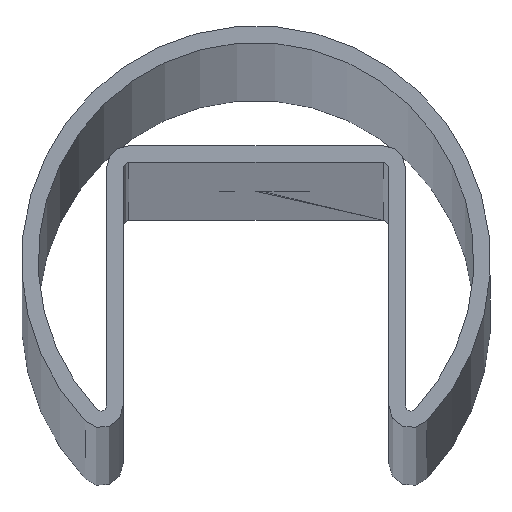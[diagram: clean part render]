
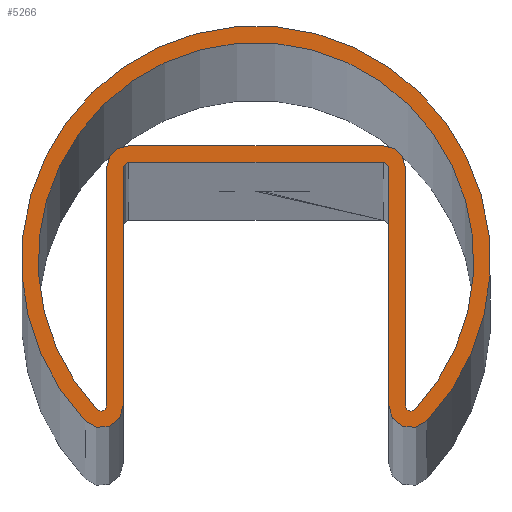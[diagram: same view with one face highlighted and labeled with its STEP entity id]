
A CAD part, top view. The second image highlights one B-rep face of the part: STEP entity #5266.
In plain terms, the highlighted planar face has unit normal (0, 0, 1).
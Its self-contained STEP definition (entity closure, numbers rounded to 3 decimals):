
#4 = CARTESIAN_POINT ( 'NONE',  ( 14., 1.208, 1500. ) ) ;
#158 = CARTESIAN_POINT ( 'NONE',  ( -11.5, 24.708, 1500. ) ) ;
#227 = CIRCLE ( 'NONE', #12014, 0.5 ) ;
#294 = DIRECTION ( 'NONE',  ( 0., 0., -1. ) ) ;
#444 = LINE ( 'NONE', #2280, #12057 ) ;
#514 = DIRECTION ( 'NONE',  ( 0., 0., -1. ) ) ;
#517 = VECTOR ( 'NONE', #16518, 1000. ) ;
#569 = ORIENTED_EDGE ( 'NONE', *, *, #3424, .T. ) ;
#570 = DIRECTION ( 'NONE',  ( -1., 0., 0. ) ) ;
#713 = VERTEX_POINT ( 'NONE', #13812 ) ;
#775 = CARTESIAN_POINT ( 'NONE',  ( 13.5, 1.208, 1500. ) ) ;
#823 = DIRECTION ( 'NONE',  ( 0., 1., 0. ) ) ;
#928 = EDGE_LOOP ( 'NONE', ( #3966, #1456, #12155, #3742, #8422, #12963, #13897, #3178 ) ) ;
#1079 = DIRECTION ( 'NONE',  ( 0., -1., 0. ) ) ;
#1173 = LINE ( 'NONE', #15144, #517 ) ;
#1292 = LINE ( 'NONE', #14211, #6030 ) ;
#1395 = CIRCLE ( 'NONE', #17164, 2. ) ;
#1407 = VERTEX_POINT ( 'NONE', #13079 ) ;
#1456 = ORIENTED_EDGE ( 'NONE', *, *, #11458, .F. ) ;
#2087 = VERTEX_POINT ( 'NONE', #5290 ) ;
#2280 = CARTESIAN_POINT ( 'NONE',  ( -13.5, 1.208, 1500. ) ) ;
#2383 = AXIS2_PLACEMENT_3D ( 'NONE', #7738, #8988, #13221 ) ;
#2420 = CARTESIAN_POINT ( 'NONE',  ( 12., 1.208, 1500. ) ) ;
#2600 = VERTEX_POINT ( 'NONE', #16952 ) ;
#2615 = ORIENTED_EDGE ( 'NONE', *, *, #16773, .T. ) ;
#2712 = CARTESIAN_POINT ( 'NONE',  ( 13.5, 22.708, 1500. ) ) ;
#2720 = DIRECTION ( 'NONE',  ( -1., 0., 0. ) ) ;
#2974 = CARTESIAN_POINT ( 'NONE',  ( -11.5, 23.208, 1500. ) ) ;
#3075 = CIRCLE ( 'NONE', #17604, 0.5 ) ;
#3178 = ORIENTED_EDGE ( 'NONE', *, *, #13992, .F. ) ;
#3424 = EDGE_CURVE ( 'NONE', #15107, #5780, #9321, .T. ) ;
#3551 = AXIS2_PLACEMENT_3D ( 'NONE', #6881, #16503, #8272 ) ;
#3712 = DIRECTION ( 'NONE',  ( 0., 0., -1. ) ) ;
#3742 = ORIENTED_EDGE ( 'NONE', *, *, #14903, .F. ) ;
#3899 = CARTESIAN_POINT ( 'NONE',  ( -12., 1.208, 1500. ) ) ;
#3953 = CARTESIAN_POINT ( 'NONE',  ( -12., 1.208, 1500. ) ) ;
#3966 = ORIENTED_EDGE ( 'NONE', *, *, #13677, .F. ) ;
#3981 = DIRECTION ( 'NONE',  ( 0., 0., 1. ) ) ;
#4449 = CARTESIAN_POINT ( 'NONE',  ( 11.5, 22.708, 1500. ) ) ;
#4511 = VECTOR ( 'NONE', #823, 1000. ) ;
#4687 = VERTEX_POINT ( 'NONE', #6567 ) ;
#4709 = DIRECTION ( 'NONE',  ( 1., 0., 0. ) ) ;
#5149 = EDGE_CURVE ( 'NONE', #5780, #11245, #12118, .T. ) ;
#5266 = ADVANCED_FACE ( 'NONE', ( #8028, #12352 ), #6535, .F. ) ;
#5290 = CARTESIAN_POINT ( 'NONE',  ( 13.5, 1.208, 1500. ) ) ;
#5336 = DIRECTION ( 'NONE',  ( 0., 0., 1. ) ) ;
#5507 = VERTEX_POINT ( 'NONE', #158 ) ;
#5674 = VERTEX_POINT ( 'NONE', #6632 ) ;
#5780 = VERTEX_POINT ( 'NONE', #15473 ) ;
#5835 = DIRECTION ( 'NONE',  ( 0., 0., -1. ) ) ;
#6030 = VECTOR ( 'NONE', #4709, 1000. ) ;
#6059 = VECTOR ( 'NONE', #1079, 1000. ) ;
#6243 = EDGE_CURVE ( 'NONE', #10977, #2087, #16857, .T. ) ;
#6305 = CARTESIAN_POINT ( 'NONE',  ( 11.5, 24.708, 1500. ) ) ;
#6474 = CARTESIAN_POINT ( 'NONE',  ( -14., 1.208, 1500. ) ) ;
#6489 = CARTESIAN_POINT ( 'NONE',  ( 15.458, -0.161, 1500. ) ) ;
#6525 = DIRECTION ( 'NONE',  ( 0., 0., 1. ) ) ;
#6535 = PLANE ( 'NONE',  #8819 ) ;
#6551 = CARTESIAN_POINT ( 'NONE',  ( 11.5, 23.208, 1500. ) ) ;
#6567 = CARTESIAN_POINT ( 'NONE',  ( 12., 22.708, 1500. ) ) ;
#6578 = DIRECTION ( 'NONE',  ( 1., 0., 0. ) ) ;
#6632 = CARTESIAN_POINT ( 'NONE',  ( -13.5, 1.208, 1500. ) ) ;
#6648 = AXIS2_PLACEMENT_3D ( 'NONE', #4449, #294, #15338 ) ;
#6881 = CARTESIAN_POINT ( 'NONE',  ( 0., 14.347, 1500. ) ) ;
#6886 = CIRCLE ( 'NONE', #16371, 2. ) ;
#7234 = EDGE_CURVE ( 'NONE', #713, #16446, #3075, .T. ) ;
#7304 = CIRCLE ( 'NONE', #3551, 19.7 ) ;
#7738 = CARTESIAN_POINT ( 'NONE',  ( -14., 1.208, 1500. ) ) ;
#8028 = FACE_BOUND ( 'NONE', #928, .T. ) ;
#8235 = CARTESIAN_POINT ( 'NONE',  ( -11.5, 22.708, 1500. ) ) ;
#8272 = DIRECTION ( 'NONE',  ( 1., 0., 0. ) ) ;
#8422 = ORIENTED_EDGE ( 'NONE', *, *, #6243, .F. ) ;
#8590 = EDGE_CURVE ( 'NONE', #2600, #15107, #1395, .T. ) ;
#8819 = AXIS2_PLACEMENT_3D ( 'NONE', #6474, #3712, #17655 ) ;
#8963 = VERTEX_POINT ( 'NONE', #6305 ) ;
#8988 = DIRECTION ( 'NONE',  ( 0., 0., 1. ) ) ;
#8991 = DIRECTION ( 'NONE',  ( 0., -1., 0. ) ) ;
#9074 = AXIS2_PLACEMENT_3D ( 'NONE', #17539, #6525, #6578 ) ;
#9089 = CARTESIAN_POINT ( 'NONE',  ( 14.365, 0.866, 1500. ) ) ;
#9112 = ORIENTED_EDGE ( 'NONE', *, *, #7234, .T. ) ;
#9306 = AXIS2_PLACEMENT_3D ( 'NONE', #9959, #5835, #11224 ) ;
#9321 = CIRCLE ( 'NONE', #11585, 21.2 ) ;
#9567 = DIRECTION ( 'NONE',  ( 1., 0., 0. ) ) ;
#9597 = DIRECTION ( 'NONE',  ( 0., 0., -1. ) ) ;
#9847 = EDGE_CURVE ( 'NONE', #5507, #8963, #1173, .T. ) ;
#9930 = VERTEX_POINT ( 'NONE', #12388 ) ;
#9959 = CARTESIAN_POINT ( 'NONE',  ( 11.5, 22.708, 1500. ) ) ;
#10002 = CARTESIAN_POINT ( 'NONE',  ( -11.5, 22.708, 1500. ) ) ;
#10100 = DIRECTION ( 'NONE',  ( 0., 0., 1. ) ) ;
#10844 = CARTESIAN_POINT ( 'NONE',  ( 14., 1.208, 1500. ) ) ;
#10977 = VERTEX_POINT ( 'NONE', #2712 ) ;
#11002 = CIRCLE ( 'NONE', #9074, 0.5 ) ;
#11211 = ORIENTED_EDGE ( 'NONE', *, *, #13340, .T. ) ;
#11224 = DIRECTION ( 'NONE',  ( -1., 0., 0. ) ) ;
#11245 = VERTEX_POINT ( 'NONE', #3899 ) ;
#11256 = CARTESIAN_POINT ( 'NONE',  ( 0., 14.347, 1500. ) ) ;
#11458 = EDGE_CURVE ( 'NONE', #9930, #5674, #11002, .T. ) ;
#11585 = AXIS2_PLACEMENT_3D ( 'NONE', #11256, #10100, #11617 ) ;
#11617 = DIRECTION ( 'NONE',  ( 1., 0., 0. ) ) ;
#12014 = AXIS2_PLACEMENT_3D ( 'NONE', #10844, #5336, #9567 ) ;
#12057 = VECTOR ( 'NONE', #15799, 1000. ) ;
#12118 = CIRCLE ( 'NONE', #2383, 2. ) ;
#12155 = ORIENTED_EDGE ( 'NONE', *, *, #15848, .F. ) ;
#12160 = EDGE_CURVE ( 'NONE', #8963, #10977, #15756, .T. ) ;
#12335 = VECTOR ( 'NONE', #8991, 1000. ) ;
#12352 = FACE_OUTER_BOUND ( 'NONE', #16115, .T. ) ;
#12388 = CARTESIAN_POINT ( 'NONE',  ( -14.365, 0.866, 1500. ) ) ;
#12623 = ORIENTED_EDGE ( 'NONE', *, *, #14382, .T. ) ;
#12963 = ORIENTED_EDGE ( 'NONE', *, *, #12160, .F. ) ;
#13079 = CARTESIAN_POINT ( 'NONE',  ( -13.5, 22.708, 1500. ) ) ;
#13221 = DIRECTION ( 'NONE',  ( -1., 0., 0. ) ) ;
#13340 = EDGE_CURVE ( 'NONE', #4687, #2600, #14873, .T. ) ;
#13677 = EDGE_CURVE ( 'NONE', #5674, #1407, #444, .T. ) ;
#13812 = CARTESIAN_POINT ( 'NONE',  ( -12., 22.708, 1500. ) ) ;
#13897 = ORIENTED_EDGE ( 'NONE', *, *, #9847, .F. ) ;
#13992 = EDGE_CURVE ( 'NONE', #1407, #5507, #6886, .T. ) ;
#14211 = CARTESIAN_POINT ( 'NONE',  ( -11.5, 23.208, 1500. ) ) ;
#14382 = EDGE_CURVE ( 'NONE', #16446, #15164, #1292, .T. ) ;
#14422 = LINE ( 'NONE', #3953, #4511 ) ;
#14873 = LINE ( 'NONE', #2420, #6059 ) ;
#14903 = EDGE_CURVE ( 'NONE', #2087, #16123, #227, .T. ) ;
#15037 = ORIENTED_EDGE ( 'NONE', *, *, #5149, .T. ) ;
#15107 = VERTEX_POINT ( 'NONE', #6489 ) ;
#15144 = CARTESIAN_POINT ( 'NONE',  ( -11.5, 24.708, 1500. ) ) ;
#15164 = VERTEX_POINT ( 'NONE', #6551 ) ;
#15338 = DIRECTION ( 'NONE',  ( -1., 0., 0. ) ) ;
#15381 = ORIENTED_EDGE ( 'NONE', *, *, #8590, .T. ) ;
#15473 = CARTESIAN_POINT ( 'NONE',  ( -15.458, -0.161, 1500. ) ) ;
#15574 = EDGE_CURVE ( 'NONE', #11245, #713, #14422, .T. ) ;
#15756 = CIRCLE ( 'NONE', #9306, 2. ) ;
#15799 = DIRECTION ( 'NONE',  ( 0., 1., 0. ) ) ;
#15848 = EDGE_CURVE ( 'NONE', #16123, #9930, #7304, .T. ) ;
#16103 = CIRCLE ( 'NONE', #6648, 0.5 ) ;
#16115 = EDGE_LOOP ( 'NONE', ( #15037, #16349, #9112, #12623, #2615, #11211, #15381, #569 ) ) ;
#16123 = VERTEX_POINT ( 'NONE', #9089 ) ;
#16349 = ORIENTED_EDGE ( 'NONE', *, *, #15574, .T. ) ;
#16371 = AXIS2_PLACEMENT_3D ( 'NONE', #10002, #514, #570 ) ;
#16414 = DIRECTION ( 'NONE',  ( -1., 0., 0. ) ) ;
#16446 = VERTEX_POINT ( 'NONE', #2974 ) ;
#16503 = DIRECTION ( 'NONE',  ( 0., 0., 1. ) ) ;
#16518 = DIRECTION ( 'NONE',  ( 1., 0., 0. ) ) ;
#16773 = EDGE_CURVE ( 'NONE', #15164, #4687, #16103, .T. ) ;
#16857 = LINE ( 'NONE', #775, #12335 ) ;
#16952 = CARTESIAN_POINT ( 'NONE',  ( 12., 1.208, 1500. ) ) ;
#17164 = AXIS2_PLACEMENT_3D ( 'NONE', #4, #3981, #2720 ) ;
#17539 = CARTESIAN_POINT ( 'NONE',  ( -14., 1.208, 1500. ) ) ;
#17604 = AXIS2_PLACEMENT_3D ( 'NONE', #8235, #9597, #16414 ) ;
#17655 = DIRECTION ( 'NONE',  ( -1., 0., 0. ) ) ;
